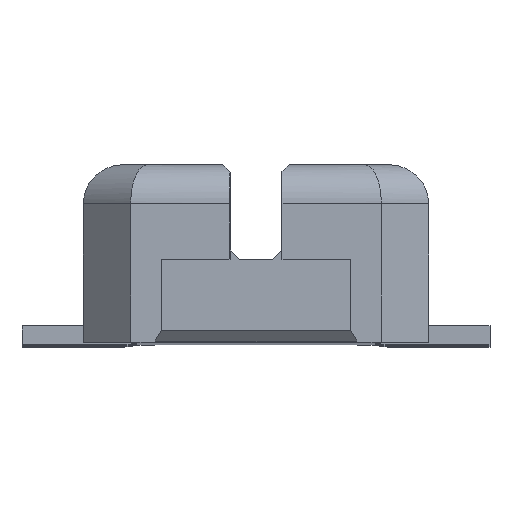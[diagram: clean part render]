
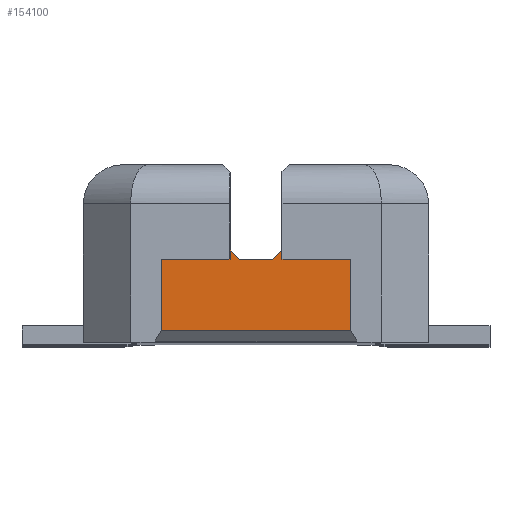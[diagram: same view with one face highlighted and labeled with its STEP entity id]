
A CAD part, top view. The second image highlights one B-rep face of the part: STEP entity #154100.
In plain terms, the highlighted planar face has unit normal (0, 0, 1).
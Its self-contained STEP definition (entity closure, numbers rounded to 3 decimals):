
#129150=CARTESIAN_POINT('',(15.821,-0.975,14.24));
#129160=DIRECTION('',(1.,0.,0.));
#129170=VECTOR('',#129160,1.);
#129180=LINE('',#129150,#129170);
#129190=CARTESIAN_POINT('',(12.13,-0.975,14.24));
#129200=VERTEX_POINT('',#129190);
#129210=CARTESIAN_POINT('',(12.45,-0.975,14.24));
#129220=VERTEX_POINT('',#129210);
#129230=EDGE_CURVE('',#129200,#129220,#129180,.T.);
#145050=CARTESIAN_POINT('',(12.99,-1.275,14.24));
#145060=VERTEX_POINT('',#145050);
#145670=CARTESIAN_POINT('',(12.13,-1.275,14.24));
#145680=VERTEX_POINT('',#145670);
#145710=CARTESIAN_POINT('',(15.821,-1.275,14.24));
#145720=DIRECTION('',(1.,0.,0.));
#145730=VECTOR('',#145720,1.);
#145740=LINE('',#145710,#145730);
#145750=EDGE_CURVE('',#145680,#145060,#145740,.T.);
#146870=CARTESIAN_POINT('',(12.49,-0.975,14.24));
#146880=VERTEX_POINT('',#146870);
#146910=CARTESIAN_POINT('',(11.515,0.,14.24)
);
#146920=DIRECTION('',(-0.707,0.707,
0.));
#146930=VECTOR('',#146920,1.);
#146940=LINE('',#146910,#146930);
#146950=CARTESIAN_POINT('',(12.45,-0.935,14.24));
#146960=VERTEX_POINT('',#146950);
#146970=EDGE_CURVE('',#146880,#146960,#146940,.T.);
#149840=CARTESIAN_POINT('',(12.13,0.,14.24
));
#149850=DIRECTION('',(0.,-1.,0.));
#149860=VECTOR('',#149850,1.);
#149870=LINE('',#149840,#149860);
#149880=EDGE_CURVE('',#129200,#145680,#149870,.T.);
#152690=CARTESIAN_POINT('',(12.67,-0.935,14.24));
#152700=VERTEX_POINT('',#152690);
#152730=CARTESIAN_POINT('',(13.606,0.,14.24));
#152740=DIRECTION('',(0.707,0.707,
0.));
#152750=VECTOR('',#152740,1.);
#152760=LINE('',#152730,#152750);
#152770=CARTESIAN_POINT('',(12.63,-0.975,14.24));
#152780=VERTEX_POINT('',#152770);
#152790=EDGE_CURVE('',#152780,#152700,#152760,.T.);
#153680=CARTESIAN_POINT('',(12.99,-1.315,14.24));
#153690=DIRECTION('',(0.,0.,1.));
#153700=DIRECTION('',(1.,0.,0.));
#153710=AXIS2_PLACEMENT_3D('',#153680,#153690,#153700);
#153720=PLANE('',#153710);
#153730=ORIENTED_EDGE('',*,*,#145750,.T.);
#153740=ORIENTED_EDGE('',*,*,#149880,.T.);
#153750=ORIENTED_EDGE('',*,*,#129230,.F.);
#153760=CARTESIAN_POINT('',(12.45,0.,14.24)
);
#153770=DIRECTION('',(0.,1.,0.));
#153780=VECTOR('',#153770,1.);
#153790=LINE('',#153760,#153780);
#153800=EDGE_CURVE('',#129220,#146960,#153790,.T.);
#153810=ORIENTED_EDGE('',*,*,#153800,.F.);
#153820=ORIENTED_EDGE('',*,*,#146970,.T.);
#153830=CARTESIAN_POINT('',(9.3,-0.975,14.24));
#153840=DIRECTION('',(1.,0.,0.));
#153850=VECTOR('',#153840,1.);
#153860=LINE('',#153830,#153850);
#153870=EDGE_CURVE('',#146880,#152780,#153860,.T.);
#153880=ORIENTED_EDGE('',*,*,#153870,.F.);
#153890=ORIENTED_EDGE('',*,*,#152790,.F.);
#153900=CARTESIAN_POINT('',(12.67,0.,14.24));
#153910=DIRECTION('',(0.,1.,0.));
#153920=VECTOR('',#153910,1.);
#153930=LINE('',#153900,#153920);
#153940=CARTESIAN_POINT('',(12.67,-0.975,14.24));
#153950=VERTEX_POINT('',#153940);
#153960=EDGE_CURVE('',#153950,#152700,#153930,.T.);
#153970=ORIENTED_EDGE('',*,*,#153960,.T.);
#153980=CARTESIAN_POINT('',(12.99,-0.975,14.24));
#153990=VERTEX_POINT('',#153980);
#154000=EDGE_CURVE('',#153950,#153990,#153860,.T.);
#154010=ORIENTED_EDGE('',*,*,#154000,.F.);
#154020=CARTESIAN_POINT('',(12.99,0.,14.24)
);
#154030=DIRECTION('',(0.,-1.,0.));
#154040=VECTOR('',#154030,1.);
#154050=LINE('',#154020,#154040);
#154060=EDGE_CURVE('',#153990,#145060,#154050,.T.);
#154070=ORIENTED_EDGE('',*,*,#154060,.F.);
#154080=EDGE_LOOP('',(#154070,#154010,#153970,#153890,#153880,#153820,
#153810,#153750,#153740,#153730));
#154090=FACE_OUTER_BOUND('',#154080,.T.);
#154100=ADVANCED_FACE('',(#154090),#153720,.T.);
